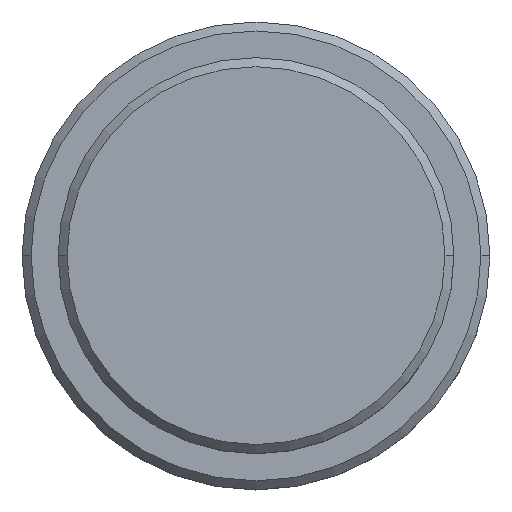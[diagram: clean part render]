
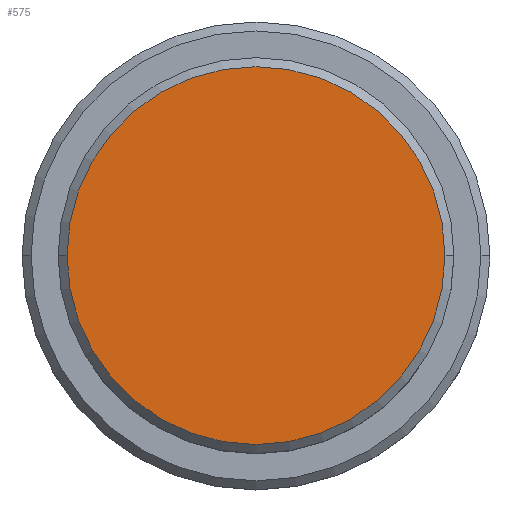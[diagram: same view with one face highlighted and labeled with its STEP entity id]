
A CAD part, top view. The second image highlights one B-rep face of the part: STEP entity #575.
In plain terms, the highlighted planar face has unit normal (0, 0, 1).
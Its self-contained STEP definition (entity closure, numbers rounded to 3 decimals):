
#18 = CARTESIAN_POINT ( 'NONE',  ( 0., 0., 0. ) ) ;
#88 = DIRECTION ( 'NONE',  ( 1., 0., 0. ) ) ;
#90 = CIRCLE ( 'NONE', #1062, 10.5 ) ;
#328 = CARTESIAN_POINT ( 'NONE',  ( -10.5, 0., 0. ) ) ;
#397 = CARTESIAN_POINT ( 'NONE',  ( 0., 0., 0. ) ) ;
#431 = AXIS2_PLACEMENT_3D ( 'NONE', #584, #1373, #803 ) ;
#507 = PLANE ( 'NONE',  #1246 ) ;
#575 = ADVANCED_FACE ( 'NONE', ( #1403 ), #507, .T. ) ;
#584 = CARTESIAN_POINT ( 'NONE',  ( 0., 0., 0. ) ) ;
#598 = VERTEX_POINT ( 'NONE', #659 ) ;
#616 = VERTEX_POINT ( 'NONE', #328 ) ;
#659 = CARTESIAN_POINT ( 'NONE',  ( 10.5, 0., 0. ) ) ;
#674 = DIRECTION ( 'NONE',  ( 1., 0., 0. ) ) ;
#708 = CIRCLE ( 'NONE', #431, 10.5 ) ;
#729 = DIRECTION ( 'NONE',  ( 0., 0., 1. ) ) ;
#747 = EDGE_CURVE ( 'NONE', #598, #616, #708, .T. ) ;
#803 = DIRECTION ( 'NONE',  ( 1., 0., 0. ) ) ;
#976 = EDGE_LOOP ( 'NONE', ( #1120, #1164 ) ) ;
#1062 = AXIS2_PLACEMENT_3D ( 'NONE', #18, #1209, #674 ) ;
#1120 = ORIENTED_EDGE ( 'NONE', *, *, #1357, .T. ) ;
#1164 = ORIENTED_EDGE ( 'NONE', *, *, #747, .T. ) ;
#1209 = DIRECTION ( 'NONE',  ( 0., 0., 1. ) ) ;
#1246 = AXIS2_PLACEMENT_3D ( 'NONE', #397, #729, #88 ) ;
#1357 = EDGE_CURVE ( 'NONE', #616, #598, #90, .T. ) ;
#1373 = DIRECTION ( 'NONE',  ( 0., 0., 1. ) ) ;
#1403 = FACE_OUTER_BOUND ( 'NONE', #976, .T. ) ;
